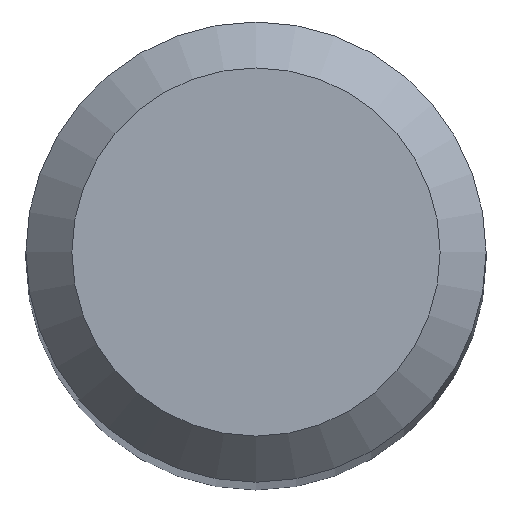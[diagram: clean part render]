
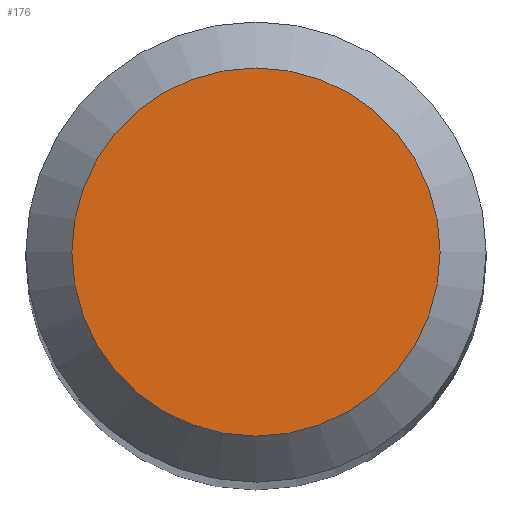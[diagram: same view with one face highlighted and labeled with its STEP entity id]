
A CAD part, top view. The second image highlights one B-rep face of the part: STEP entity #176.
In plain terms, the highlighted planar face has unit normal (0, 0, 1).
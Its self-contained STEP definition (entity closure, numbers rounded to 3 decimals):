
#13 = EDGE_LOOP ( 'NONE', ( #216 ) ) ;
#22 = FACE_OUTER_BOUND ( 'NONE', #13, .T. ) ;
#29 = CARTESIAN_POINT ( 'NONE',  ( 1.2, 0., 0. ) ) ;
#64 = DIRECTION ( 'NONE',  ( 1., 0., 0. ) ) ;
#74 = CARTESIAN_POINT ( 'NONE',  ( 0., 0., 0. ) ) ;
#100 = PLANE ( 'NONE',  #242 ) ;
#109 = EDGE_CURVE ( 'NONE', #196, #196, #185, .T. ) ;
#112 = DIRECTION ( 'NONE',  ( 1., 0., 0. ) ) ;
#173 = AXIS2_PLACEMENT_3D ( 'NONE', #74, #221, #112 ) ;
#176 = ADVANCED_FACE ( 'NONE', ( #22 ), #100, .T. ) ;
#185 = CIRCLE ( 'NONE', #173, 1.2 ) ;
#194 = CARTESIAN_POINT ( 'NONE',  ( 0., 0., 0. ) ) ;
#196 = VERTEX_POINT ( 'NONE', #29 ) ;
#216 = ORIENTED_EDGE ( 'NONE', *, *, #109, .T. ) ;
#221 = DIRECTION ( 'NONE',  ( 0., 0., 1. ) ) ;
#235 = DIRECTION ( 'NONE',  ( 0., 0., 1. ) ) ;
#242 = AXIS2_PLACEMENT_3D ( 'NONE', #194, #235, #64 ) ;
